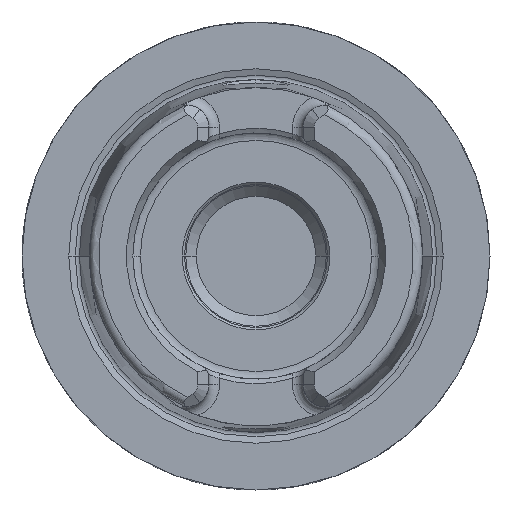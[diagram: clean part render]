
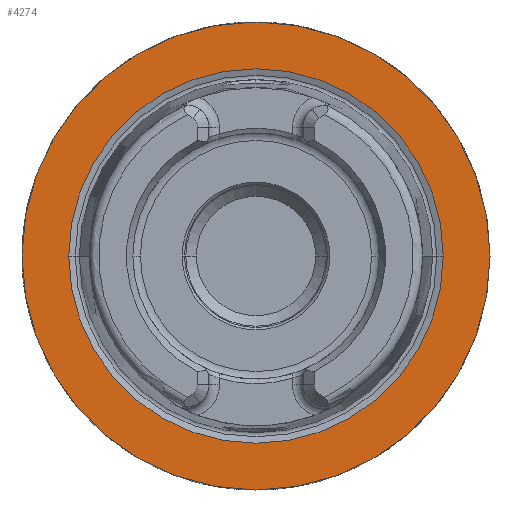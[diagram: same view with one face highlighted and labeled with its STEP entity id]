
A CAD part, left-side view. The second image highlights one B-rep face of the part: STEP entity #4274.
In plain terms, the highlighted planar face has unit normal (-1, 0, 0).
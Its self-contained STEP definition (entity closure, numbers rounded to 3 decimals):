
#848=CARTESIAN_POINT('',(0.,0.,0.));
#849=DIRECTION('',(1.,0.,0.));
#850=DIRECTION('',(0.,1.,0.));
#851=AXIS2_PLACEMENT_3D('',#848,#849,#850);
#853=CARTESIAN_POINT('',(0.,0.,0.));
#854=DIRECTION('',(-1.,0.,0.));
#855=DIRECTION('',(0.,1.,0.));
#856=AXIS2_PLACEMENT_3D('',#853,#854,#855);
#858=CARTESIAN_POINT('',(0.,0.,0.));
#859=DIRECTION('',(-1.,0.,0.));
#860=DIRECTION('',(0.,-1.,0.));
#861=AXIS2_PLACEMENT_3D('',#858,#859,#860);
#863=CARTESIAN_POINT('',(0.,0.,0.));
#864=DIRECTION('',(-1.,0.,0.));
#865=DIRECTION('',(0.,1.,0.));
#866=AXIS2_PLACEMENT_3D('',#863,#864,#865);
#2791=CARTESIAN_POINT('',(0.,-16.004,0.));
#2792=VERTEX_POINT('',#2791);
#2793=CARTESIAN_POINT('',(0.,16.004,0.));
#2794=VERTEX_POINT('',#2793);
#3141=CARTESIAN_POINT('',(0.,20.,0.));
#3142=CARTESIAN_POINT('',(0.,-20.,0.));
#3143=VERTEX_POINT('',#3141);
#3144=VERTEX_POINT('',#3142);
#4259=CARTESIAN_POINT('',(0.,0.,0.));
#4260=DIRECTION('',(1.,0.,0.));
#4261=DIRECTION('',(0.,-1.,0.));
#4262=AXIS2_PLACEMENT_3D('',#4259,#4260,#4261);
#4263=PLANE('',#4262);
#4265=ORIENTED_EDGE('',*,*,#4264,.T.);
#4267=ORIENTED_EDGE('',*,*,#4266,.F.);
#4268=EDGE_LOOP('',(#4265,#4267));
#4269=FACE_OUTER_BOUND('',#4268,.F.);
#4270=ORIENTED_EDGE('',*,*,#4254,.T.);
#4271=ORIENTED_EDGE('',*,*,#4238,.T.);
#4272=EDGE_LOOP('',(#4270,#4271));
#4273=FACE_BOUND('',#4272,.F.);
#4274=ADVANCED_FACE('',(#4269,#4273),#4263,.F.);
#852=CIRCLE('',#851,20.);
#857=CIRCLE('',#856,20.);
#862=CIRCLE('',#861,16.004);
#867=CIRCLE('',#866,16.004);
#4238=EDGE_CURVE('',#2794,#2792,#867,.T.);
#4254=EDGE_CURVE('',#2792,#2794,#862,.T.);
#4264=EDGE_CURVE('',#3143,#3144,#852,.T.);
#4266=EDGE_CURVE('',#3143,#3144,#857,.T.);
